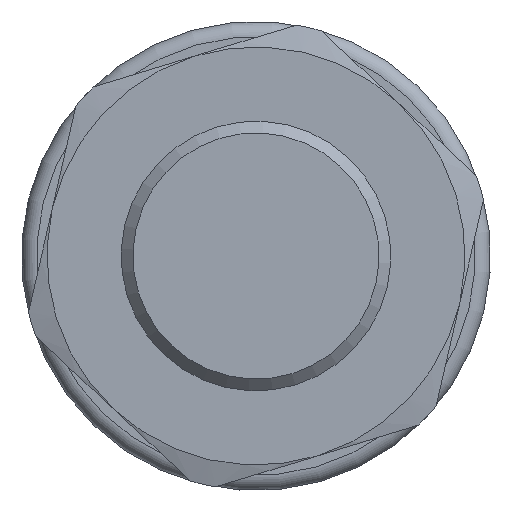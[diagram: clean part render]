
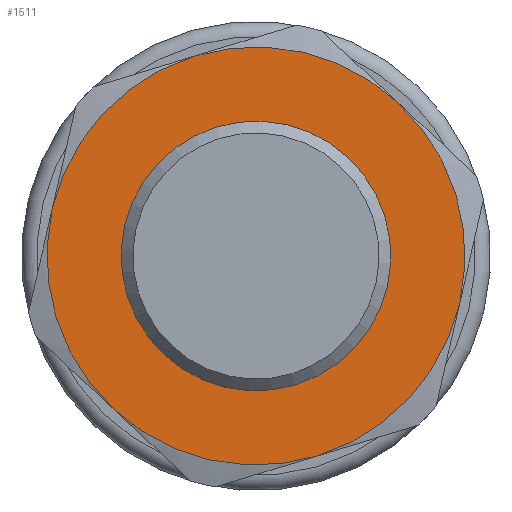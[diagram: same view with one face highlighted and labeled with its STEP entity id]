
A CAD part, left-side view. The second image highlights one B-rep face of the part: STEP entity #1511.
In plain terms, the highlighted planar face has unit normal (-1, 0, 0).
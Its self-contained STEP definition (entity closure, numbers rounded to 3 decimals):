
#606=CARTESIAN_POINT('',(-28.,12.882,2.974));
#607=VERTEX_POINT('',#606);
#608=CARTESIAN_POINT('',(-28.,0.0,0.0));
#609=DIRECTION('',(1.0,0.0,0.0));
#610=DIRECTION('',(0.0,0.974,0.225));
#611=AXIS2_PLACEMENT_3D('',#608,#609,#610);
#612=CIRCLE('',#611,13.22);
#613=EDGE_CURVE('',#607,#607,#612,.T.);
#668=CARTESIAN_POINT('',(-28.0,13.982,-14.992));
#669=VERTEX_POINT('',#668);
#752=CARTESIAN_POINT('',(-28.0,-5.993,-19.604));
#753=VERTEX_POINT('',#752);
#836=CARTESIAN_POINT('',(-28.0,-19.974,-4.612));
#837=VERTEX_POINT('',#836);
#920=CARTESIAN_POINT('',(-28.0,-13.982,14.992));
#921=VERTEX_POINT('',#920);
#1004=CARTESIAN_POINT('',(-28.0,5.993,19.604));
#1005=VERTEX_POINT('',#1004);
#1365=CARTESIAN_POINT('',(-28.,19.974,4.612));
#1366=VERTEX_POINT('',#1365);
#1367=CARTESIAN_POINT('',(-28.,0.0,0.0));
#1368=DIRECTION('',(1.0,0.0,0.0));
#1369=DIRECTION('',(0.0,0.974,0.225));
#1370=AXIS2_PLACEMENT_3D('',#1367,#1368,#1369);
#1371=CIRCLE('',#1370,20.5);
#1372=EDGE_CURVE('',#669,#1366,#1371,.T.);
#1411=CARTESIAN_POINT('',(-28.,0.0,0.0));
#1412=DIRECTION('',(1.0,0.0,0.0));
#1413=DIRECTION('',(0.0,0.974,0.225));
#1414=AXIS2_PLACEMENT_3D('',#1411,#1412,#1413);
#1415=CIRCLE('',#1414,20.5);
#1416=EDGE_CURVE('',#1366,#1005,#1415,.T.);
#1429=CARTESIAN_POINT('',(-28.,0.0,0.0));
#1430=DIRECTION('',(1.0,0.0,0.0));
#1431=DIRECTION('',(0.0,0.974,0.225));
#1432=AXIS2_PLACEMENT_3D('',#1429,#1430,#1431);
#1433=CIRCLE('',#1432,20.5);
#1434=EDGE_CURVE('',#1005,#921,#1433,.T.);
#1447=CARTESIAN_POINT('',(-28.,0.0,0.0));
#1448=DIRECTION('',(1.0,0.0,0.0));
#1449=DIRECTION('',(0.0,0.974,0.225));
#1450=AXIS2_PLACEMENT_3D('',#1447,#1448,#1449);
#1451=CIRCLE('',#1450,20.5);
#1452=EDGE_CURVE('',#921,#837,#1451,.T.);
#1465=CARTESIAN_POINT('',(-28.,0.0,0.0));
#1466=DIRECTION('',(1.0,0.0,0.0));
#1467=DIRECTION('',(0.0,0.974,0.225));
#1468=AXIS2_PLACEMENT_3D('',#1465,#1466,#1467);
#1469=CIRCLE('',#1468,20.5);
#1470=EDGE_CURVE('',#837,#753,#1469,.T.);
#1489=CARTESIAN_POINT('',(-28.,16.428,3.793));
#1490=DIRECTION('',(-1.0,0.0,0.0));
#1491=DIRECTION('',(0.0,-0.225,0.974));
#1492=AXIS2_PLACEMENT_3D('',#1489,#1490,#1491);
#1493=PLANE('',#1492);
#1494=ORIENTED_EDGE('',*,*,#1416,.F.);
#1495=ORIENTED_EDGE('',*,*,#1372,.F.);
#1496=CARTESIAN_POINT('',(-28.,0.0,0.0));
#1497=DIRECTION('',(1.0,0.0,0.0));
#1498=DIRECTION('',(0.0,0.974,0.225));
#1499=AXIS2_PLACEMENT_3D('',#1496,#1497,#1498);
#1500=CIRCLE('',#1499,20.5);
#1501=EDGE_CURVE('',#753,#669,#1500,.T.);
#1502=ORIENTED_EDGE('',*,*,#1501,.F.);
#1503=ORIENTED_EDGE('',*,*,#1470,.F.);
#1504=ORIENTED_EDGE('',*,*,#1452,.F.);
#1505=ORIENTED_EDGE('',*,*,#1434,.F.);
#1506=EDGE_LOOP('',(#1494,#1495,#1502,#1503,#1504,#1505));
#1507=FACE_OUTER_BOUND('',#1506,.T.);
#1508=ORIENTED_EDGE('',*,*,#613,.T.);
#1509=EDGE_LOOP('',(#1508));
#1510=FACE_BOUND('',#1509,.T.);
#1511=ADVANCED_FACE('',(#1507,#1510),#1493,.T.);
